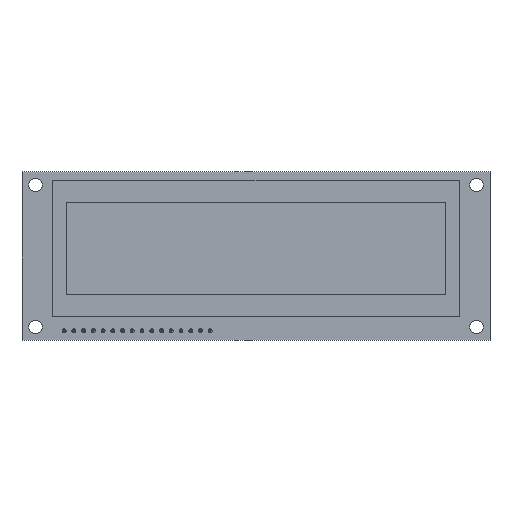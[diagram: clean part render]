
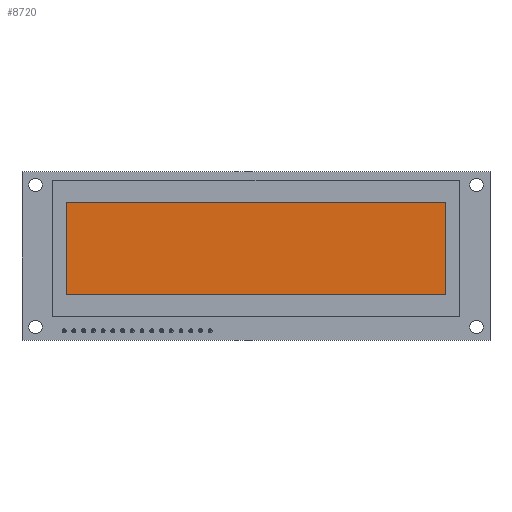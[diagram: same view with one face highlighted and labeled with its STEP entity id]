
A CAD part, top view. The second image highlights one B-rep face of the part: STEP entity #8720.
In plain terms, the highlighted planar face has unit normal (0, 0, 1).
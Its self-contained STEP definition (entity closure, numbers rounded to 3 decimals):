
#611=FACE_OUTER_BOUND('',#1131,.T.);
#1131=EDGE_LOOP('',(#7447,#7448,#7449,#7450));
#2269=LINE('',#13644,#3387);
#2273=LINE('',#13651,#3391);
#2276=LINE('',#13657,#3394);
#2278=LINE('',#13660,#3396);
#3387=VECTOR('',#11271,10.);
#3391=VECTOR('',#11277,10.);
#3394=VECTOR('',#11282,10.);
#3396=VECTOR('',#11286,10.);
#4087=VERTEX_POINT('',#13641);
#4088=VERTEX_POINT('',#13643);
#4090=VERTEX_POINT('',#13649);
#4092=VERTEX_POINT('',#13655);
#5213=EDGE_CURVE('',#4087,#4088,#2269,.T.);
#5217=EDGE_CURVE('',#4090,#4087,#2273,.T.);
#5220=EDGE_CURVE('',#4092,#4090,#2276,.T.);
#5222=EDGE_CURVE('',#4088,#4092,#2278,.T.);
#7447=ORIENTED_EDGE('',*,*,#5222,.F.);
#7448=ORIENTED_EDGE('',*,*,#5213,.F.);
#7449=ORIENTED_EDGE('',*,*,#5217,.F.);
#7450=ORIENTED_EDGE('',*,*,#5220,.F.);
#8079=PLANE('',#9224);
#8720=ADVANCED_FACE('',(#611),#8079,.F.);
#9224=AXIS2_PLACEMENT_3D('',#13661,#11287,#11288);
#11271=DIRECTION('',(0.,-1.,0.));
#11277=DIRECTION('',(1.,0.,0.));
#11282=DIRECTION('',(0.,1.,0.));
#11286=DIRECTION('',(-1.,0.,0.));
#11287=DIRECTION('center_axis',(0.,0.,-1.));
#11288=DIRECTION('ref_axis',(-1.,0.,0.));
#13641=CARTESIAN_POINT('',(110.5,36.,6.1));
#13643=CARTESIAN_POINT('',(110.5,12.,6.1));
#13644=CARTESIAN_POINT('',(110.5,36.,6.1));
#13649=CARTESIAN_POINT('',(11.5,36.,6.1));
#13651=CARTESIAN_POINT('',(11.5,36.,6.1));
#13655=CARTESIAN_POINT('',(11.5,12.,6.1));
#13657=CARTESIAN_POINT('',(11.5,12.,6.1));
#13660=CARTESIAN_POINT('',(110.5,12.,6.1));
#13661=CARTESIAN_POINT('Origin',(61.,24.,6.1));
